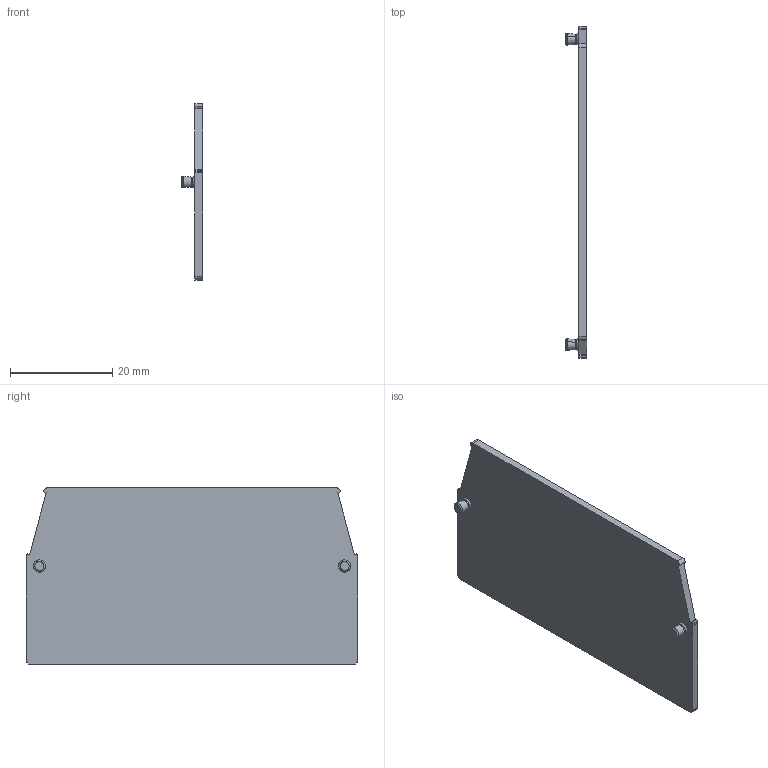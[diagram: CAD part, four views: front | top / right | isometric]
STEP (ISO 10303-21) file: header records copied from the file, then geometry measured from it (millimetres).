
FILE_DESCRIPTION(('CATIA V5 STEP Exchange','CAx-IF Rec.Pracs.--- Model Styling and Organization---1.4--- 2014-01-23'),'2;1');
FILE_NAME ('D1457992_0', '2020-01-31T06:35:35+00:00', ('none'), ('Weidmueller'), 'CATIA Version 5-6 Release 2016 SP3 HF44', 'CATIA V5 STEP AP214', 'none');
FILE_SCHEMA(('AUTOMOTIVE_DESIGN { 1 0 10303 214 1 1 1 1 }'));
Length unit declared in the file: millimetre
Products named in the file (1): 1871500000_WAP_WTL6-1_KGR
Bounding box: 4.12 x 65 x 34.5 mm (x, y, z)
Volume: 3287.9 mm3; surface area: 4682.9 mm2
Topology: 1 solids, 1 shells, 48 faces, 116 edges, 72 vertices
Faces by surface type: cylinder 18, plane 18, cone 8, torus 4
Entity records: 1319 total; most frequent: ORIENTED_EDGE 232, CARTESIAN_POINT 226, DIRECTION 190, EDGE_CURVE 116, AXIS2_PLACEMENT_3D 86, VERTEX_POINT 72, VECTOR 68, LINE 68
